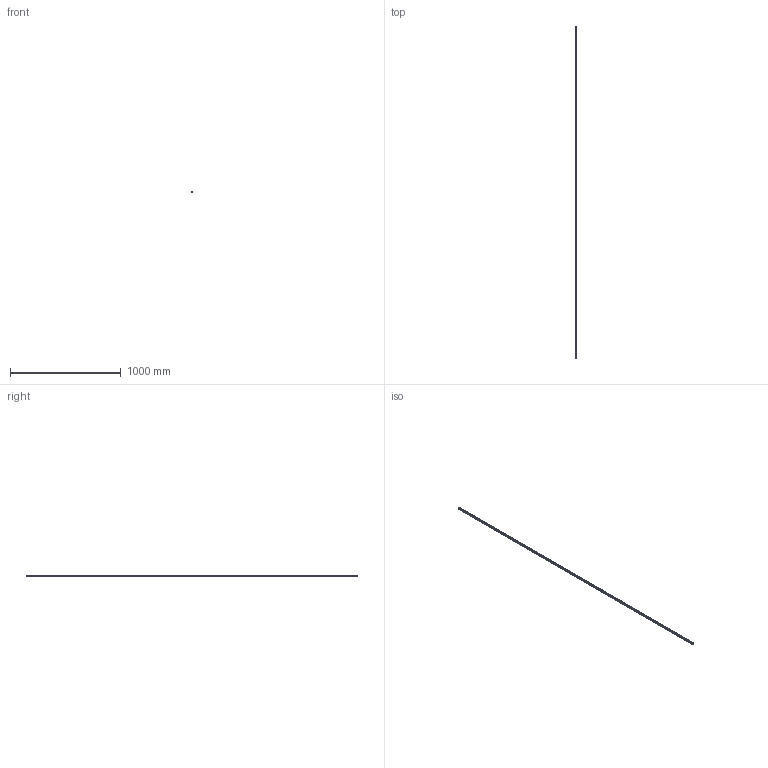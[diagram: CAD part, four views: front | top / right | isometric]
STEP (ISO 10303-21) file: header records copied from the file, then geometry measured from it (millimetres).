
FILE_DESCRIPTION(('STEP AP214'),'1');
FILE_NAME('cctmp_17AD9B2E-7234-4D4A-86D5-601532685482_2020_4_23_11_18_42_106..stp','2020-04-23T09:18:42',('HIWIN GmbH'),('CADClick - www.CADClick.com'),'Spatial InterOp 3D',' ','unknown authorization');
FILE_SCHEMA(('AUTOMOTIVE_DESIGN'));
Length unit declared in the file: millimetre
Products named in the file (1): HGR15R3000H_FILE
Bounding box: 15 x 3000 x 15 mm (x, y, z)
Volume: 551196.7 mm3; surface area: 199716.3 mm2
Topology: 1 solids, 1 shells, 565 faces, 1227 edges, 818 vertices
Faces by surface type: cylinder 326, plane 239
Entity records: 20257 total; most frequent: DIRECTION 3011, CARTESIAN_POINT 2611, ORIENTED_EDGE 2454, EDGE_CURVE 1227, AXIS2_PLACEMENT_3D 1218, VERTEX_POINT 818, EDGE_LOOP 719, CIRCLE 652
